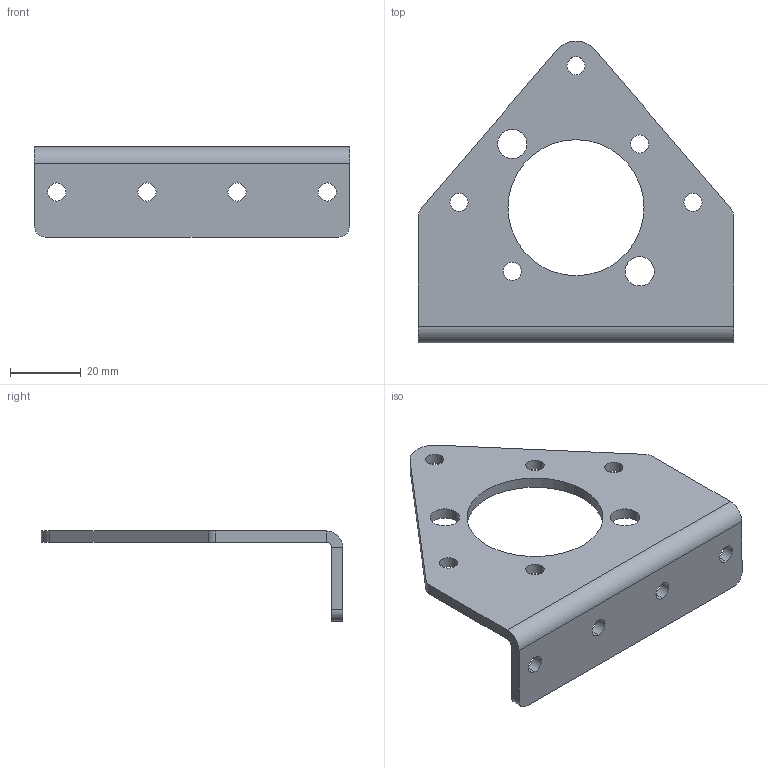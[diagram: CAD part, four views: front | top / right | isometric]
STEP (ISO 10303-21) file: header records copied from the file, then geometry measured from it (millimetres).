
FILE_DESCRIPTION (( 'STEP AP203' ), '1' );
FILE_NAME ('am-2373a Snow Blower Motor Mount.STEP', '2022-02-17T14:48:11', ( '' ), ( '' ), 'SwSTEP 2.0', 'SolidWorks 2021', '' );
FILE_SCHEMA (( 'CONFIG_CONTROL_DESIGN' ));
Length unit declared in the file: inch
Products named in the file (1): am-2373a Snow Blower Motor Mount
Bounding box: 88.9 x 85.08 x 25.4 mm (x, y, z)
Volume: 18995 mm3; surface area: 14031.5 mm2
Topology: 1 solids, 1 shells, 44 faces, 118 edges, 76 vertices
Faces by surface type: cylinder 31, plane 13
Entity records: 1527 total; most frequent: DIRECTION 270, CARTESIAN_POINT 239, ORIENTED_EDGE 236, EDGE_CURVE 118, AXIS2_PLACEMENT_3D 107, VERTEX_POINT 76, EDGE_LOOP 68, CIRCLE 62
